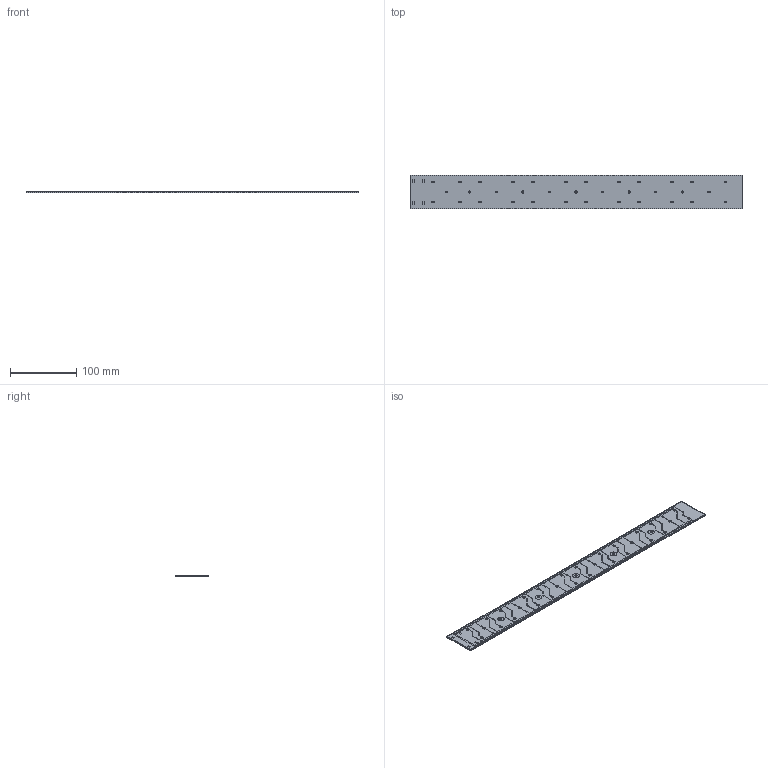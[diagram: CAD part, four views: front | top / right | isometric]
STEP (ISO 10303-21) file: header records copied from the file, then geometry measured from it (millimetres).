
FILE_DESCRIPTION(/* description */ (''),/* implementation_level */ '2;1');
FILE_NAME(/* name */ 'LED-Array-X30-L500-W50-PCB.step',/* time_stamp */ '2026-01-05T18:03:10+08:00',/* author */ (''),/* organization */ (''),/* preprocessor_version */ 'ST-DEVELOPER v20.1',/* originating_system */ 'Autodesk Translation Framework v14.21.0.0',/* authorisation */ '');
FILE_SCHEMA (('AUTOMOTIVE_DESIGN { 1 0 10303 214 3 1 1 }'));
Products named in the file (39): LED Array X30 L500 W50 PCB; Board; 1-copper; 64-copper; 1-soldermask; 64-soldermask; Packages; SMD2835; SMD2835_1; SMD2835_2; SMD2835_3; SMD2835_4; SMD2835_5; SMD2835_6; SMD2835_7; SMD2835_8; SMD2835_9; SMD2835_10; SMD2835_11; SMD2835_12; SMD2835_13; SMD2835_14; SMD2835_15; SMD2835_16; SMD2835_17; SMD2835_18; SMD2835_19; SMD2835_20; SMD2835_21; SMD2835_22; SMD2835_23; SMD2835_24; SMD2835_25; SMD2835_26; SMD2835_27; SMD2835_28; SMD2835_29; Model; TP-SMD(L5.0-W2.5)
Assembly tree (70 placements, depth 4):
  LED Array X30 L500 W50 PCB
    Board
    1-copper
    64-copper
    1-soldermask
    64-soldermask
    Packages
      SMD2835
        Model
      SMD2835_1
        Model
      SMD2835_2
        Model
      SMD2835_3
        Model
      SMD2835_4
        Model
      SMD2835_5
        Model
      SMD2835_6
        Model
      SMD2835_7
        Model
      SMD2835_8
        Model
      SMD2835_9
        Model
      SMD2835_10
        Model
      SMD2835_11
        Model
      SMD2835_12
        Model
      SMD2835_13
        Model
      SMD2835_14
        Model
      SMD2835_15
        Model
      SMD2835_16
        Model
      SMD2835_17
        Model
      SMD2835_18
        Model
      SMD2835_19
        Model
      SMD2835_20
        Model
      SMD2835_21
        Model
      SMD2835_22
        Model
      SMD2835_23
        Model
      SMD2835_24
        Model
      SMD2835_25
        Model
      SMD2835_26
Bounding box: 500 x 50 x 2.31 mm (x, y, z)
Volume: 40990.7 mm3; surface area: 194926.6 mm2
Topology: 128 solids, 128 shells, 11879 faces, 32679 edges, 21866 vertices
Faces by surface type: plane 8504, bspline 3360, cylinder 15
Full cylindrical faces by diameter (mm): 3.2 x15
Entity records: 89284 total; most frequent: CARTESIAN_POINT 17551, ORIENTED_EDGE 15304, DIRECTION 13164, EDGE_CURVE 7652, LINE 7398, VECTOR 7398, VERTEX_POINT 5104, AXIS2_PLACEMENT_3D 2883
